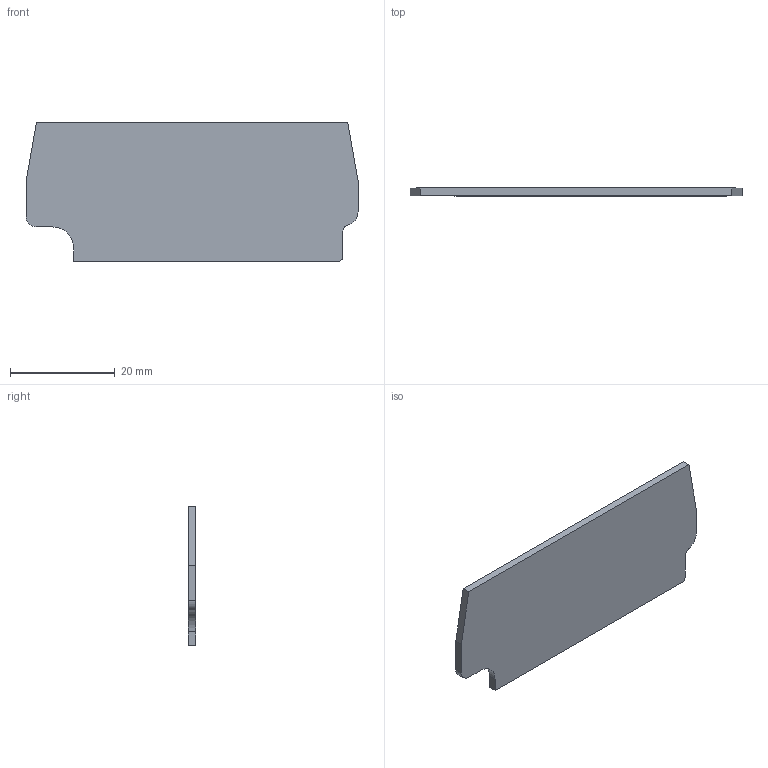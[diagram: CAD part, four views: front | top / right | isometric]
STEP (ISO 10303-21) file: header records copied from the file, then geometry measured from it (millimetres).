
FILE_DESCRIPTION (( 'STEP AP214' ), '1' );
FILE_NAME ('EPCP1.5_4 - grey.STEP', '2024-10-31T13:25:44', ( '' ), ( '' ), 'SwSTEP 2.0', 'SolidWorks 2022', '' );
FILE_SCHEMA (( 'AUTOMOTIVE_DESIGN' ));
Length unit declared in the file: millimetre
Products named in the file (1): EPCP1.5_4 - grey
Bounding box: 63.5 x 1.5 x 26.65 mm (x, y, z)
Volume: 2386.2 mm3; surface area: 3439.8 mm2
Topology: 1 solids, 1 shells, 19 faces, 53 edges, 36 vertices
Faces by surface type: plane 13, cylinder 6
Entity records: 649 total; most frequent: CARTESIAN_POINT 109, ORIENTED_EDGE 106, DIRECTION 105, EDGE_CURVE 53, VECTOR 41, LINE 41, VERTEX_POINT 36, AXIS2_PLACEMENT_3D 32
